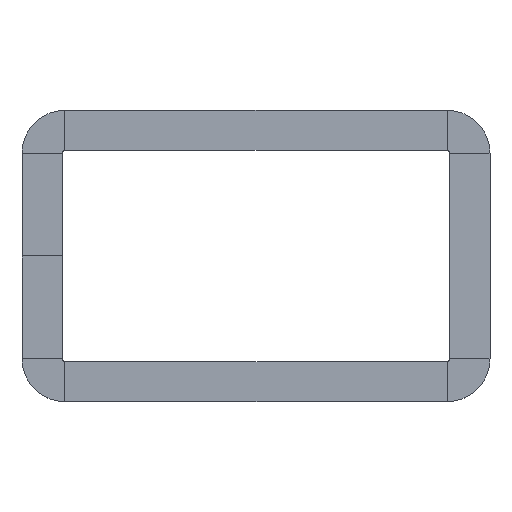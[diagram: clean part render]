
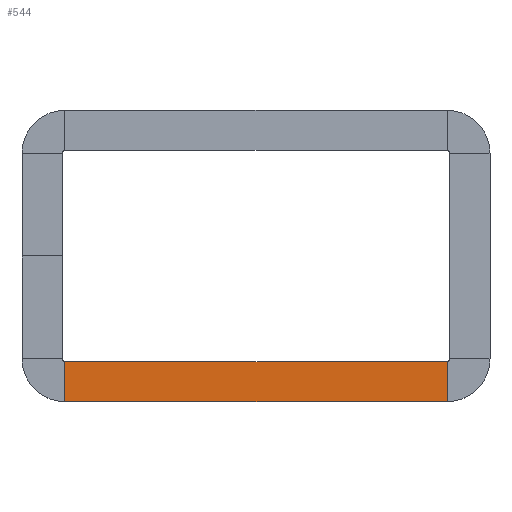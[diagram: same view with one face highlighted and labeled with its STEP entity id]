
A CAD part, top view. The second image highlights one B-rep face of the part: STEP entity #544.
In plain terms, the highlighted planar face has unit normal (0, 0, 1).
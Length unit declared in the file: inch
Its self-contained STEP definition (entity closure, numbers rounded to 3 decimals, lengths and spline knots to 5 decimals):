
#18 = EDGE_CURVE ( 'NONE', #674, #698, #878, .T. ) ;
#140 = VECTOR ( 'NONE', #194, 39.37008 ) ;
#144 = EDGE_CURVE ( 'NONE', #698, #456, #897, .T. ) ;
#163 = DIRECTION ( 'NONE',  ( 0., 0., -1. ) ) ;
#194 = DIRECTION ( 'NONE',  ( 1., 0., 0. ) ) ;
#217 = VERTEX_POINT ( 'NONE', #584 ) ;
#343 = EDGE_CURVE ( 'NONE', #217, #456, #948, .T. ) ;
#368 = DIRECTION ( 'NONE',  ( -1., 0., 0. ) ) ;
#391 = CARTESIAN_POINT ( 'NONE',  ( -0.67701, -0.37402, 0. ) ) ;
#456 = VERTEX_POINT ( 'NONE', #756 ) ;
#476 = CARTESIAN_POINT ( 'NONE',  ( -0.67701, -0.37402, 0. ) ) ;
#483 = CARTESIAN_POINT ( 'NONE',  ( -0.67701, -0.51575, 0. ) ) ;
#487 = ORIENTED_EDGE ( 'NONE', *, *, #144, .T. ) ;
#493 = ORIENTED_EDGE ( 'NONE', *, *, #18, .T. ) ;
#530 = CARTESIAN_POINT ( 'NONE',  ( 0.67701, -0.51575, 0. ) ) ;
#532 = DIRECTION ( 'NONE',  ( 0., 1., 0. ) ) ;
#544 = ADVANCED_FACE ( 'NONE', ( #764 ), #984, .F. ) ;
#559 = VECTOR ( 'NONE', #661, 39.37008 ) ;
#584 = CARTESIAN_POINT ( 'NONE',  ( -0.67701, -0.37402, 0. ) ) ;
#661 = DIRECTION ( 'NONE',  ( 1., 0., 0. ) ) ;
#674 = VERTEX_POINT ( 'NONE', #483 ) ;
#698 = VERTEX_POINT ( 'NONE', #530 ) ;
#718 = LINE ( 'NONE', #391, #1368 ) ;
#756 = CARTESIAN_POINT ( 'NONE',  ( 0.67701, -0.37402, 0. ) ) ;
#764 = FACE_OUTER_BOUND ( 'NONE', #792, .T. ) ;
#771 = CARTESIAN_POINT ( 'NONE',  ( -0.67701, -0.51575, 0. ) ) ;
#792 = EDGE_LOOP ( 'NONE', ( #960, #1357, #493, #487 ) ) ;
#806 = DIRECTION ( 'NONE',  ( 0., 1., 0. ) ) ;
#834 = CARTESIAN_POINT ( 'NONE',  ( -0.67701, -0.37402, 0. ) ) ;
#878 = LINE ( 'NONE', #771, #559 ) ;
#897 = LINE ( 'NONE', #1316, #1329 ) ;
#909 = AXIS2_PLACEMENT_3D ( 'NONE', #476, #163, #368 ) ;
#948 = LINE ( 'NONE', #834, #140 ) ;
#960 = ORIENTED_EDGE ( 'NONE', *, *, #343, .F. ) ;
#984 = PLANE ( 'NONE',  #909 ) ;
#989 = EDGE_CURVE ( 'NONE', #674, #217, #718, .T. ) ;
#1316 = CARTESIAN_POINT ( 'NONE',  ( 0.67701, -0.37402, 0. ) ) ;
#1329 = VECTOR ( 'NONE', #806, 39.37008 ) ;
#1357 = ORIENTED_EDGE ( 'NONE', *, *, #989, .F. ) ;
#1368 = VECTOR ( 'NONE', #532, 39.37008 ) ;
